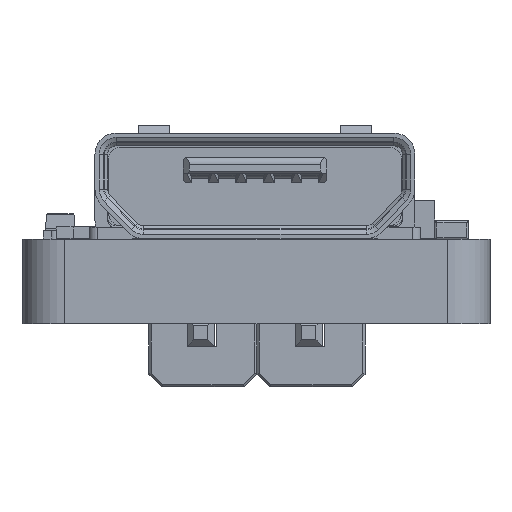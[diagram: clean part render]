
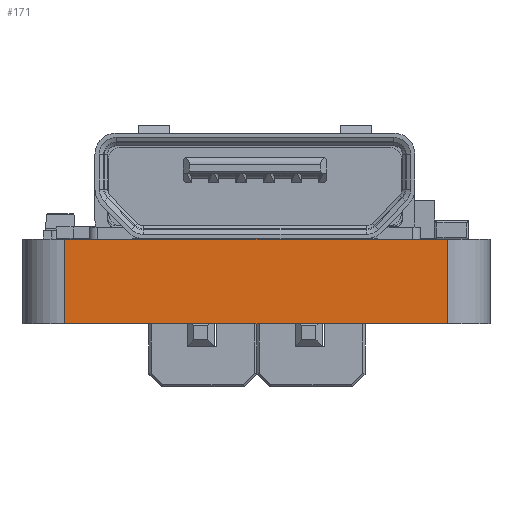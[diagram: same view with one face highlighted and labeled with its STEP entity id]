
A CAD part, left-side view. The second image highlights one B-rep face of the part: STEP entity #171.
In plain terms, the highlighted planar face has unit normal (-1, 0, 0).
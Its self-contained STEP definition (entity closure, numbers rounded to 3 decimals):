
#144 = VERTEX_POINT('',#145);
#145 = CARTESIAN_POINT('',(0.,1.,1.991));
#152 = EDGE_CURVE('',#153,#144,#155,.T.);
#153 = VERTEX_POINT('',#154);
#154 = CARTESIAN_POINT('',(0.,1.,0.));
#155 = LINE('',#156,#157);
#156 = CARTESIAN_POINT('',(0.,1.,0.));
#157 = VECTOR('',#158,1.);
#158 = DIRECTION('',(0.,0.,1.));
#171 = ADVANCED_FACE('',(#172),#197,.T.);
#172 = FACE_BOUND('',#173,.T.);
#173 = EDGE_LOOP('',(#174,#175,#183,#191));
#174 = ORIENTED_EDGE('',*,*,#152,.T.);
#175 = ORIENTED_EDGE('',*,*,#176,.T.);
#176 = EDGE_CURVE('',#144,#177,#179,.T.);
#177 = VERTEX_POINT('',#178);
#178 = CARTESIAN_POINT('',(0.,10.,1.991));
#179 = LINE('',#180,#181);
#180 = CARTESIAN_POINT('',(0.,1.,1.991));
#181 = VECTOR('',#182,1.);
#182 = DIRECTION('',(0.,1.,0.));
#183 = ORIENTED_EDGE('',*,*,#184,.F.);
#184 = EDGE_CURVE('',#185,#177,#187,.T.);
#185 = VERTEX_POINT('',#186);
#186 = CARTESIAN_POINT('',(0.,10.,0.));
#187 = LINE('',#188,#189);
#188 = CARTESIAN_POINT('',(0.,10.,0.));
#189 = VECTOR('',#190,1.);
#190 = DIRECTION('',(0.,0.,1.));
#191 = ORIENTED_EDGE('',*,*,#192,.F.);
#192 = EDGE_CURVE('',#153,#185,#193,.T.);
#193 = LINE('',#194,#195);
#194 = CARTESIAN_POINT('',(0.,1.,0.));
#195 = VECTOR('',#196,1.);
#196 = DIRECTION('',(0.,1.,0.));
#197 = PLANE('',#198);
#198 = AXIS2_PLACEMENT_3D('',#199,#200,#201);
#199 = CARTESIAN_POINT('',(0.,1.,0.));
#200 = DIRECTION('',(-1.,0.,0.));
#201 = DIRECTION('',(0.,1.,0.));
